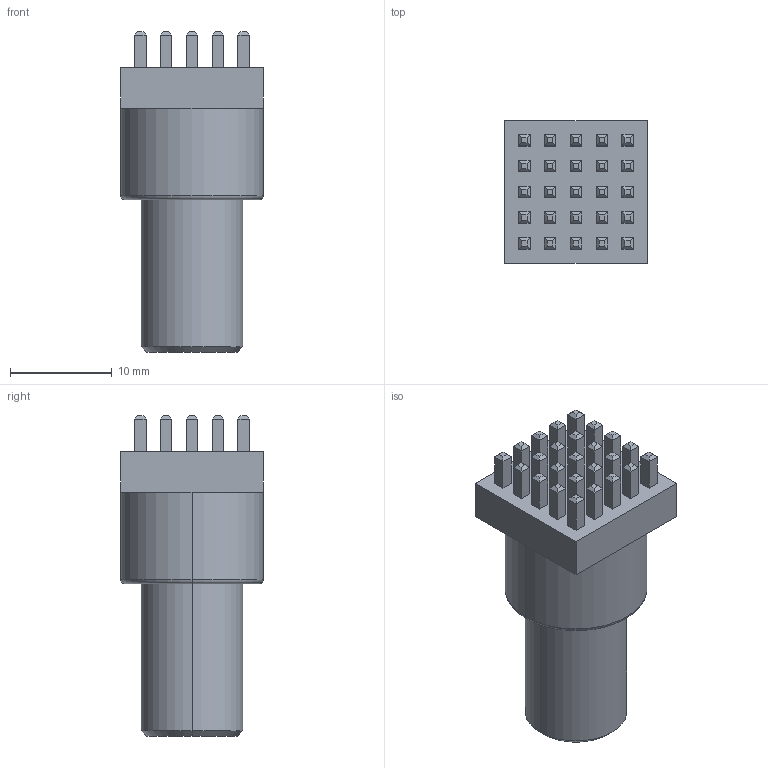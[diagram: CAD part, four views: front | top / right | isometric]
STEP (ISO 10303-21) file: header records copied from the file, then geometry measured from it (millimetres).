
FILE_DESCRIPTION (( 'STEP AP203' ), '1' );
FILE_NAME ('93800-C.STEP', '2013-12-17T18:39:56', ( 'Hajo' ), ( 'Microsoft' ), 'SwSTEP 2.0', 'SolidWorks 2011', '' );
FILE_SCHEMA (( 'CONFIG_CONTROL_DESIGN' ));
Length unit declared in the file: millimetre
Products named in the file (1): 93800-C
Bounding box: 14 x 14 x 31.5 mm (x, y, z)
Volume: 3449.8 mm3; surface area: 1837.8 mm2
Topology: 1 solids, 1 shells, 244 faces, 538 edges, 322 vertices
Faces by surface type: plane 236, cylinder 4, torus 2, cone 2
Entity records: 6515 total; most frequent: CARTESIAN_POINT 1105, ORIENTED_EDGE 1076, DIRECTION 1044, EDGE_CURVE 538, LINE 522, VECTOR 522, VERTEX_POINT 322, EDGE_LOOP 270
